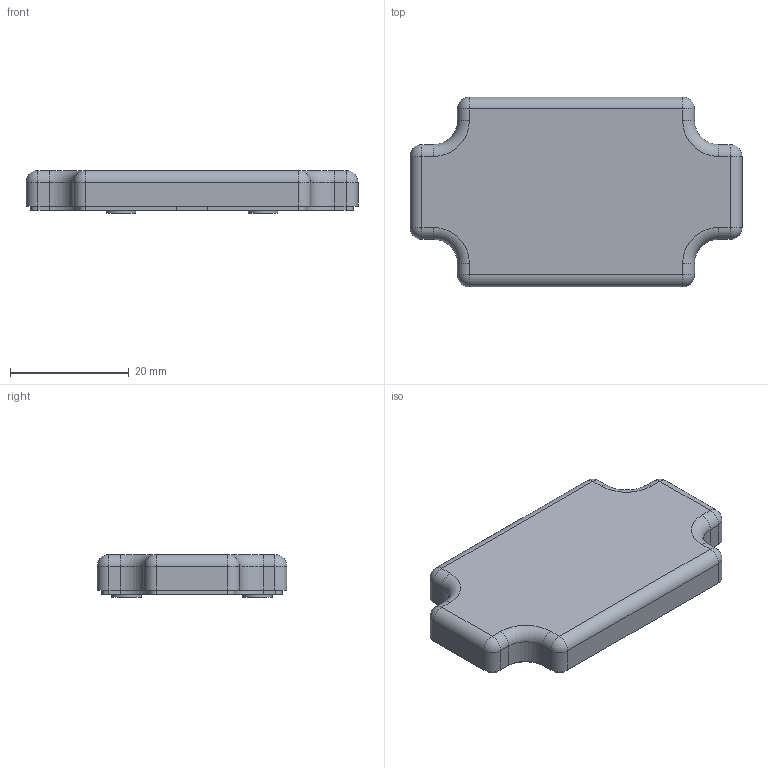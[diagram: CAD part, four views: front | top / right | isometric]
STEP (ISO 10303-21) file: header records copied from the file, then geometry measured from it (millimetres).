
FILE_DESCRIPTION(/* description */ (''),/* implementation_level */ '2;1');
FILE_NAME(/* name */ '45-0213 to 45-0215.stp',/* time_stamp */ '2014-07-24T10:20:43-04:00',/* author */ ('Justin'),/* organization */ (''),/* preprocessor_version */ 'ST-DEVELOPER v15.6',/* originating_system */ 'Autodesk Inventor 2015',/* authorisation */ '');
FILE_SCHEMA (('AUTOMOTIVE_DESIGN { 1 0 10303 214 3 1 1 }'));
Length unit declared in the file: millimetre
Products named in the file (1): 45-0213 to 45-0215
Bounding box: 56 x 32 x 7.25 mm (x, y, z)
Volume: 3774.1 mm3; surface area: 5229.9 mm2
Topology: 1 solids, 1 shells, 147 faces, 352 edges, 212 vertices
Faces by surface type: cylinder 68, plane 51, sphere 16, torus 12
Full cylindrical faces by diameter (mm): 1.85 x4, 5 x4
Entity records: 4226 total; most frequent: DIRECTION 776, CARTESIAN_POINT 768, ORIENTED_EDGE 672, EDGE_CURVE 336, AXIS2_PLACEMENT_3D 296, VERTEX_POINT 208, LINE 184, VECTOR 184
